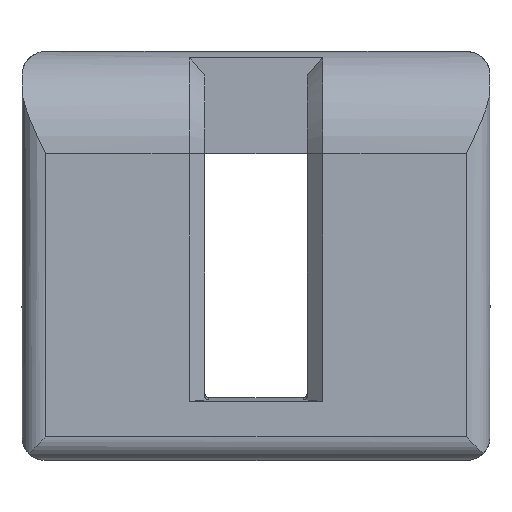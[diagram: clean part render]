
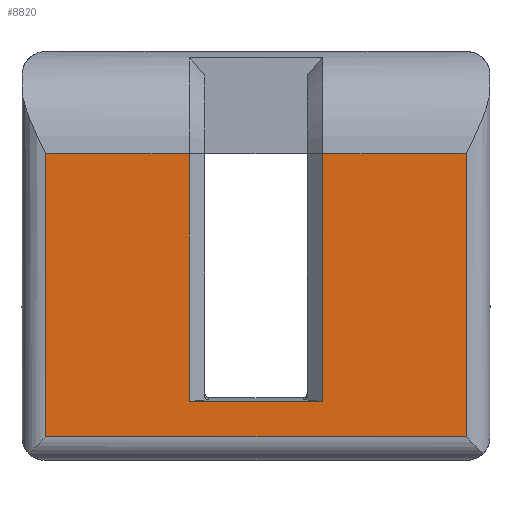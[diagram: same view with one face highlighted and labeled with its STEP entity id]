
A CAD part, left-side view. The second image highlights one B-rep face of the part: STEP entity #8820.
In plain terms, the highlighted planar face has unit normal (-1, 0, 0).
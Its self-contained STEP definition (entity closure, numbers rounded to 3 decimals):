
#8110=CARTESIAN_POINT('',(-4.65,-3.124,3.99));
#8120=DIRECTION('',(-1.,-0.,-0.));
#8130=DIRECTION('',(0.,0.,-1.));
#8140=AXIS2_PLACEMENT_3D('',#8110,#8120,#8130);
#8150=PLANE('',#8140);
#8160=CARTESIAN_POINT('',(-4.65,2.675,3.9));
#8170=DIRECTION('',(0.,-1.,0.));
#8180=VECTOR('',#8170,1.);
#8190=LINE('',#8160,#8180);
#8200=CARTESIAN_POINT('',(-4.65,2.675,3.9));
#8210=VERTEX_POINT('',#8200);
#8220=CARTESIAN_POINT('',(-4.65,0.85,
3.9));
#8230=VERTEX_POINT('',#8220);
#8240=EDGE_CURVE('',#8210,#8230,#8190,.T.);
#8250=ORIENTED_EDGE('',*,*,#8240,.F.);
#8260=CARTESIAN_POINT('',(-4.65,0.85,
3.9));
#8270=DIRECTION('',(0.,0.,-1.));
#8280=VECTOR('',#8270,1.);
#8290=LINE('',#8260,#8280);
#8300=CARTESIAN_POINT('',(-4.65,0.85,0.75));
#8310=VERTEX_POINT('',#8300);
#8320=EDGE_CURVE('',#8230,#8310,#8290,.T.);
#8330=ORIENTED_EDGE('',*,*,#8320,.F.);
#8340=CARTESIAN_POINT('',(-4.65,-0.85,0.75));
#8350=DIRECTION('',(0.,1.,0.));
#8360=VECTOR('',#8350,1.);
#8370=LINE('',#8340,#8360);
#8380=CARTESIAN_POINT('',(-4.65,-0.85,0.75));
#8390=VERTEX_POINT('',#8380);
#8400=EDGE_CURVE('',#8390,#8310,#8370,.T.);
#8410=ORIENTED_EDGE('',*,*,#8400,.T.);
#8420=CARTESIAN_POINT('',(-4.65,-0.85,3.9));
#8430=DIRECTION('',(0.,0.,-1.));
#8440=VECTOR('',#8430,1.);
#8450=LINE('',#8420,#8440);
#8460=CARTESIAN_POINT('',(-4.65,-0.85,
3.9));
#8470=VERTEX_POINT('',#8460);
#8480=EDGE_CURVE('',#8470,#8390,#8450,.T.);
#8490=ORIENTED_EDGE('',*,*,#8480,.T.);
#8500=CARTESIAN_POINT('',(-4.65,-0.85,
3.9));
#8510=DIRECTION('',(0.,-1.,0.));
#8520=VECTOR('',#8510,1.);
#8530=LINE('',#8500,#8520);
#8540=CARTESIAN_POINT('',(-4.65,-2.675,3.9));
#8550=VERTEX_POINT('',#8540);
#8560=EDGE_CURVE('',#8470,#8550,#8530,.T.);
#8570=ORIENTED_EDGE('',*,*,#8560,.F.);
#8580=CARTESIAN_POINT('',(-4.65,-2.675,3.9));
#8590=DIRECTION('',(0.,0.,-1.));
#8600=VECTOR('',#8590,1.);
#8610=LINE('',#8580,#8600);
#8620=CARTESIAN_POINT('',(-4.65,-2.675,0.3));
#8630=VERTEX_POINT('',#8620);
#8640=EDGE_CURVE('',#8550,#8630,#8610,.T.);
#8650=ORIENTED_EDGE('',*,*,#8640,.F.);
#8660=CARTESIAN_POINT('',(-4.65,-2.675,0.3));
#8670=DIRECTION('',(0.,1.,0.));
#8680=VECTOR('',#8670,1.);
#8690=LINE('',#8660,#8680);
#8700=CARTESIAN_POINT('',(-4.65,2.675,0.3));
#8710=VERTEX_POINT('',#8700);
#8720=EDGE_CURVE('',#8630,#8710,#8690,.T.);
#8730=ORIENTED_EDGE('',*,*,#8720,.F.);
#8740=CARTESIAN_POINT('',(-4.65,2.675,0.3));
#8750=DIRECTION('',(0.,0.,1.));
#8760=VECTOR('',#8750,1.);
#8770=LINE('',#8740,#8760);
#8780=EDGE_CURVE('',#8710,#8210,#8770,.T.);
#8790=ORIENTED_EDGE('',*,*,#8780,.F.);
#8800=EDGE_LOOP('',(#8790,#8730,#8650,#8570,#8490,#8410,#8330,#8250));
#8810=FACE_OUTER_BOUND('',#8800,.T.);
#8820=ADVANCED_FACE('',(#8810),#8150,.T.);
